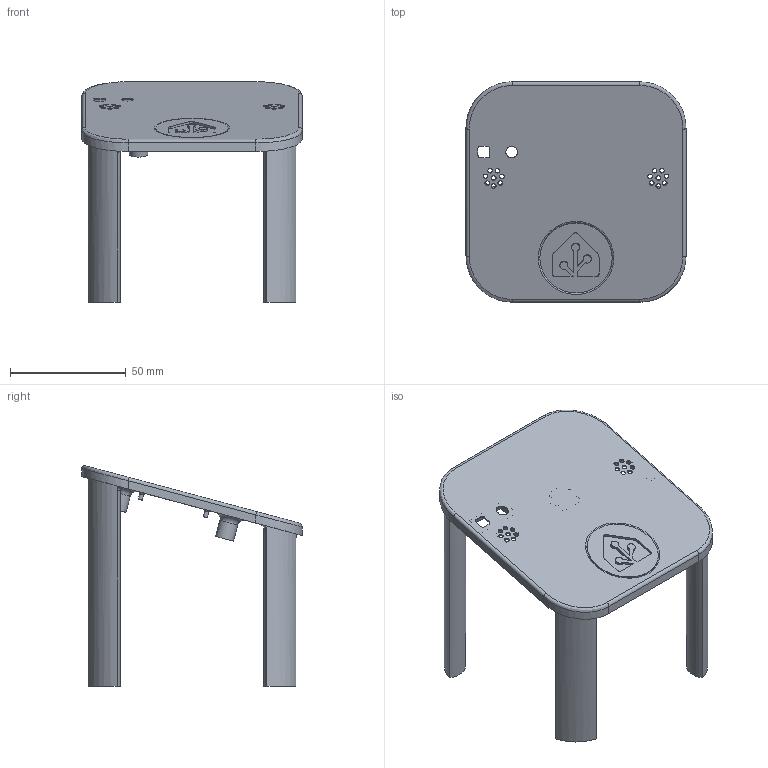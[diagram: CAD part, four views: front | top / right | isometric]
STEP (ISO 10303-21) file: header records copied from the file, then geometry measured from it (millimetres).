
FILE_DESCRIPTION(/* description */ ('STEP AP242','CAx-IF Rec.Pracs.---Representation and Presentation of Product Manufacturing Information (PMI)---4.0---2014-10-13'),/* implementation_level */ '2;1');
FILE_NAME(/* name */ 'Face plate v9.step',/* time_stamp */ '2025-01-03T10:19:40-05:00',/* author */ (''),/* organization */ (''),/* preprocessor_version */ 'ST-DEVELOPER v20',/* originating_system */ 'Autodesk Translation Framework v13.20.0.188',/* authorisation */ '');
FILE_SCHEMA (('AP242_MANAGED_MODEL_BASED_3D_ENGINEERING_MIM_LF { 1 0 10303 442 1 1 4 }'));
Length unit declared in the file: metre
Products named in the file (1): Face plate
Bounding box: 95 x 95 x 95.18 mm (x, y, z)
Volume: 75171.6 mm3; surface area: 38434.2 mm2
Topology: 1 solids, 1 shells, 169 faces, 406 edges, 265 vertices
Faces by surface type: cylinder 72, plane 60, bspline 33, torus 4
Full cylindrical faces by diameter (mm): 1.8 x2, 2 x16, 2.8 x2, 4 x7, 5.2 x1, 8 x2, 10 x2, 31.2 x1, 34 x1
Entity records: 6725 total; most frequent: CARTESIAN_POINT 2841, ORIENTED_EDGE 812, DIRECTION 748, EDGE_CURVE 406, AXIS2_PLACEMENT_3D 284, VERTEX_POINT 265, EDGE_LOOP 231, LINE 180
